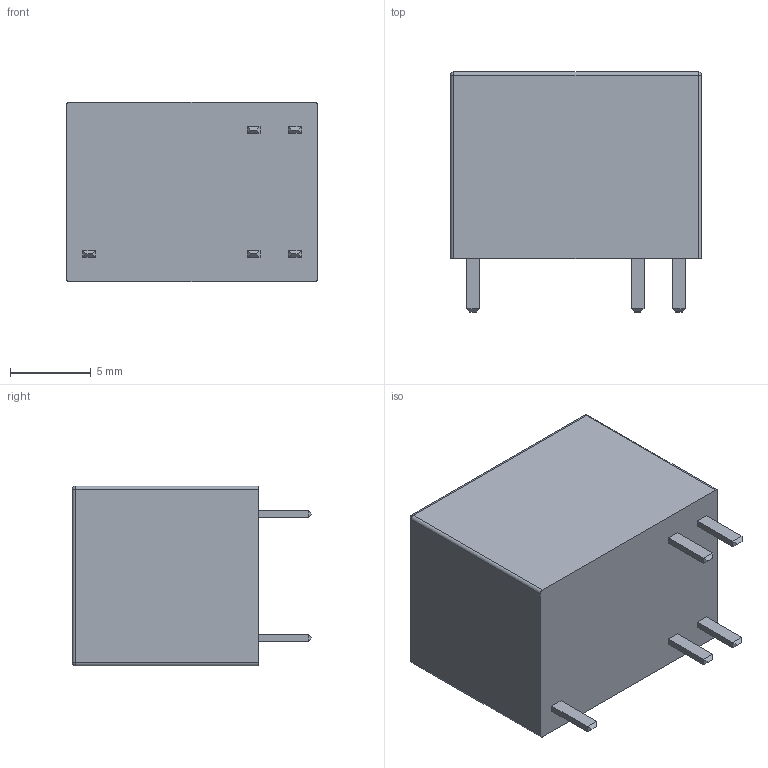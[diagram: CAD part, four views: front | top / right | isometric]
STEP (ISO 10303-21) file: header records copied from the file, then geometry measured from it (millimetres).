
FILE_DESCRIPTION (( 'STEP AP214' ), '1' );
FILE_NAME ('User Library-TRBS_Relay.STEP', '2015-03-16T11:21:07', ( 'Windows User' ), ( '' ), 'SwSTEP 2.0', 'SolidWorks 2015', '' );
FILE_SCHEMA (( 'AUTOMOTIVE_DESIGN' ));
Length unit declared in the file: millimetre
Products named in the file (1): User Library-TRBS_Relay
Bounding box: 15.5 x 14.8 x 11.1 mm (x, y, z)
Volume: 1983.9 mm3; surface area: 985.6 mm2
Topology: 1 solids, 1 shells, 106 faces, 648 edges, 593 vertices
Faces by surface type: plane 94, cylinder 8, sphere 4
Entity records: 10904 total; most frequent: CARTESIAN_POINT 5248, ORIENTED_EDGE 1288, EDGE_CURVE 644, VERTEX_POINT 593, DIRECTION 550, B_SPLINE_CURVE_WITH_KNOTS 328, LINE 296, VECTOR 296
